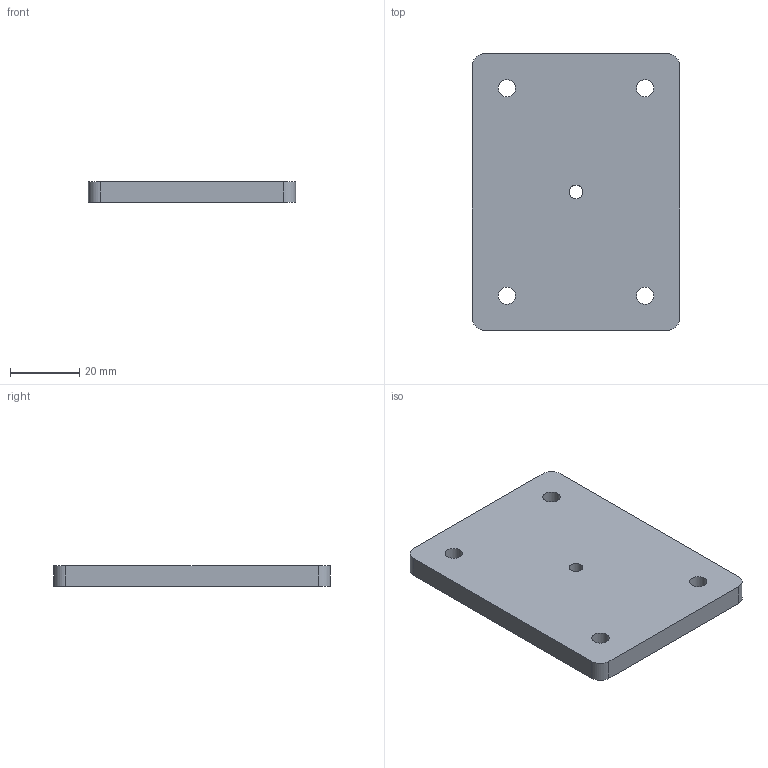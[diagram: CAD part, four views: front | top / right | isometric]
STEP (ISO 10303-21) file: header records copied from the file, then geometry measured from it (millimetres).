
FILE_DESCRIPTION(/* description */ (''),/* implementation_level */ '2;1');
FILE_NAME(/* name */ '3.10 Top mold.step',/* time_stamp */ '2024-08-15T22:13:59+02:00',/* author */ (''),/* organization */ (''),/* preprocessor_version */ 'ST-DEVELOPER v20',/* originating_system */ 'Autodesk Translation Framework v13.14.0.145',/* authorisation */ '');
FILE_SCHEMA (('AUTOMOTIVE_DESIGN { 1 0 10303 214 3 1 1 }'));
Length unit declared in the file: millimetre
Products named in the file (2): Carabiner; Top mould
Assembly tree (1 placements, depth 2):
  Carabiner
    Top mould
Bounding box: 60 x 80 x 6 mm (x, y, z)
Volume: 28190.3 mm3; surface area: 11493.1 mm2
Topology: 1 solids, 1 shells, 15 faces, 39 edges, 26 vertices
Faces by surface type: cylinder 9, plane 6
Full cylindrical faces by diameter (mm): 4 x1, 5 x4
Entity records: 551 total; most frequent: DIRECTION 93, CARTESIAN_POINT 83, ORIENTED_EDGE 78, EDGE_CURVE 39, AXIS2_PLACEMENT_3D 36, VERTEX_POINT 26, EDGE_LOOP 25, LINE 21
